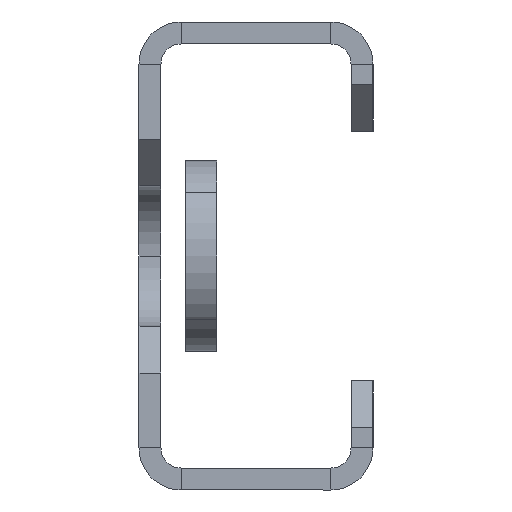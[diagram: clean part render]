
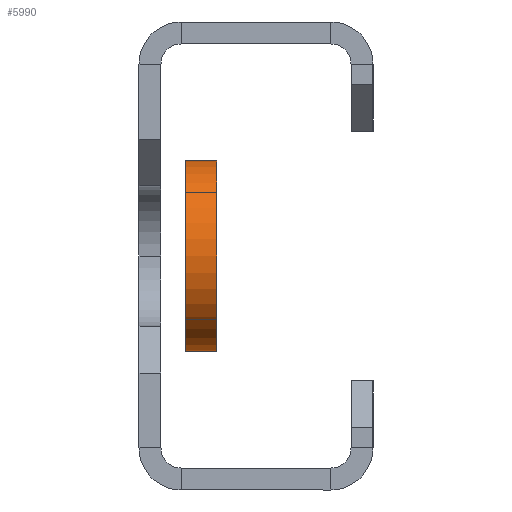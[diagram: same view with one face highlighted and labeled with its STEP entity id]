
A CAD part, left-side view. The second image highlights one B-rep face of the part: STEP entity #5990.
In plain terms, the highlighted cylindrical face has radius 6.1 mm (diameter 12.2 mm), a partial arc.
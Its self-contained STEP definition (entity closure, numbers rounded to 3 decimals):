
#372 = DIRECTION ( 'NONE',  ( 0., 0., 1. ) ) ;
#848 = ORIENTED_EDGE ( 'NONE', *, *, #5340, .T. ) ;
#1049 = CARTESIAN_POINT ( 'NONE',  ( 0., 0., 0. ) ) ;
#1179 = VERTEX_POINT ( 'NONE', #3130 ) ;
#1310 = CIRCLE ( 'NONE', #2149, 6.1 ) ;
#2149 = AXIS2_PLACEMENT_3D ( 'NONE', #3322, #8573, #4000 ) ;
#2303 = VERTEX_POINT ( 'NONE', #7025 ) ;
#2585 = AXIS2_PLACEMENT_3D ( 'NONE', #3884, #6870, #9112 ) ;
#2607 = AXIS2_PLACEMENT_3D ( 'NONE', #1049, #372, #3397 ) ;
#2763 = EDGE_CURVE ( 'NONE', #7634, #1179, #6148, .T. ) ;
#3130 = CARTESIAN_POINT ( 'NONE',  ( -6.1, 0., 0. ) ) ;
#3186 = DIRECTION ( 'NONE',  ( 0., 0., -1. ) ) ;
#3244 = EDGE_LOOP ( 'NONE', ( #6157, #848, #5822, #6103 ) ) ;
#3322 = CARTESIAN_POINT ( 'NONE',  ( 0., 0., 2. ) ) ;
#3397 = DIRECTION ( 'NONE',  ( 1., 0., 0. ) ) ;
#3791 = CYLINDRICAL_SURFACE ( 'NONE', #2585, 6.1 ) ;
#3884 = CARTESIAN_POINT ( 'NONE',  ( 0., 0., 2. ) ) ;
#4000 = DIRECTION ( 'NONE',  ( 1., 0., 0. ) ) ;
#4269 = FACE_OUTER_BOUND ( 'NONE', #3244, .T. ) ;
#4302 = CARTESIAN_POINT ( 'NONE',  ( 6.1, 0., 2. ) ) ;
#5045 = DIRECTION ( 'NONE',  ( 0., 0., -1. ) ) ;
#5086 = VECTOR ( 'NONE', #3186, 1000. ) ;
#5340 = EDGE_CURVE ( 'NONE', #2303, #8070, #6546, .T. ) ;
#5822 = ORIENTED_EDGE ( 'NONE', *, *, #7661, .T. ) ;
#5990 = ADVANCED_FACE ( 'NONE', ( #4269 ), #3791, .T. ) ;
#6103 = ORIENTED_EDGE ( 'NONE', *, *, #2763, .F. ) ;
#6120 = EDGE_CURVE ( 'NONE', #2303, #7634, #1310, .T. ) ;
#6148 = LINE ( 'NONE', #7636, #5086 ) ;
#6157 = ORIENTED_EDGE ( 'NONE', *, *, #6120, .F. ) ;
#6546 = LINE ( 'NONE', #4302, #9179 ) ;
#6870 = DIRECTION ( 'NONE',  ( 0., 0., -1. ) ) ;
#7025 = CARTESIAN_POINT ( 'NONE',  ( 6.1, 0., 2. ) ) ;
#7634 = VERTEX_POINT ( 'NONE', #9300 ) ;
#7636 = CARTESIAN_POINT ( 'NONE',  ( -6.1, 0., 2. ) ) ;
#7661 = EDGE_CURVE ( 'NONE', #8070, #1179, #9610, .T. ) ;
#8070 = VERTEX_POINT ( 'NONE', #9629 ) ;
#8573 = DIRECTION ( 'NONE',  ( 0., 0., 1. ) ) ;
#9112 = DIRECTION ( 'NONE',  ( -1., 0., 0. ) ) ;
#9179 = VECTOR ( 'NONE', #5045, 1000. ) ;
#9300 = CARTESIAN_POINT ( 'NONE',  ( -6.1, 0., 2. ) ) ;
#9610 = CIRCLE ( 'NONE', #2607, 6.1 ) ;
#9629 = CARTESIAN_POINT ( 'NONE',  ( 6.1, 0., 0. ) ) ;
